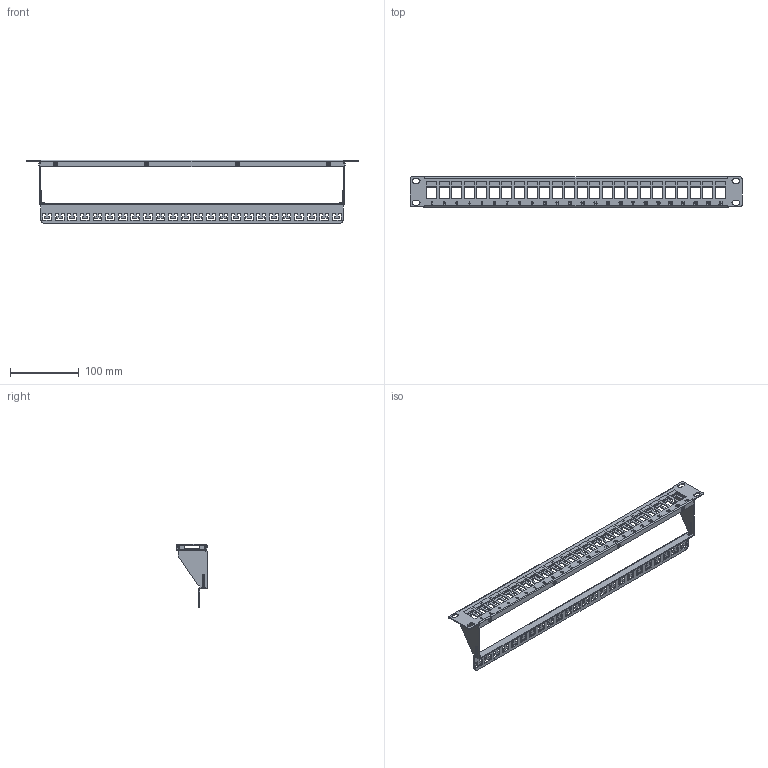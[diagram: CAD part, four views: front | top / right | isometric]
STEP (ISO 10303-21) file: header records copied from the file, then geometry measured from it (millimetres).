
FILE_DESCRIPTION (( 'STEP AP214' ), '1' );
FILE_NAME ('PR175-24SKS-CM.STEP', '2019-04-19T12:57:15', ( '' ), ( '' ), 'SwSTEP 2.0', 'SolidWorks 2018', '' );
FILE_SCHEMA (( 'AUTOMOTIVE_DESIGN' ));
Length unit declared in the file: inch
Products named in the file (4): PR175-24SKS-CM_MA1; PR175-24KS-CM_MA2; 1AJ02-130_92010A112; PR175-24SKS-CM
Assembly tree (10 placements, depth 2):
  PR175-24SKS-CM
    PR175-24SKS-CM_MA1
    PR175-24KS-CM_MA2
    1AJ02-130_92010A112  x8
Bounding box: 482.6 x 43.82 x 92.46 mm (x, y, z)
Volume: 84225.9 mm3; surface area: 124546 mm2
Topology: 11 solids, 11 shells, 2373 faces, 6491 edges, 4248 vertices
Faces by surface type: plane 1328, bspline 563, cylinder 302, cone 136, torus 36, sphere 8
Entity records: 104883 total; most frequent: CARTESIAN_POINT 44910, ORIENTED_EDGE 10728, DIRECTION 7443, EDGE_CURVE 5364, LINE 3849, VECTOR 3849, VERTEX_POINT 3520, EDGE_LOOP 2296
